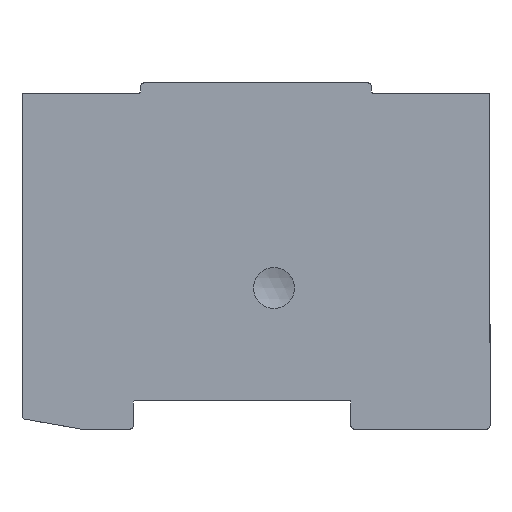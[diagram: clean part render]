
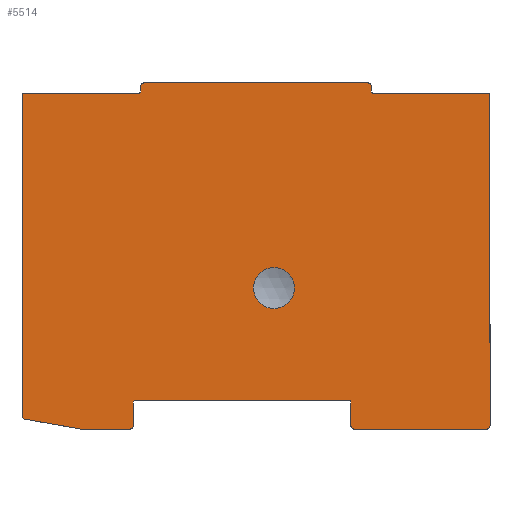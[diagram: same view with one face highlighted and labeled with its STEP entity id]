
A CAD part, left-side view. The second image highlights one B-rep face of the part: STEP entity #5514.
In plain terms, the highlighted planar face has unit normal (-1, 0, 0).
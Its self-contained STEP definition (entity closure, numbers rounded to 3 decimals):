
#195=CIRCLE('',#5798,0.2);
#196=CIRCLE('',#5801,0.75);
#197=CIRCLE('',#5804,0.75);
#198=CIRCLE('',#5807,0.2);
#208=CIRCLE('',#5821,0.75);
#210=CIRCLE('',#5825,0.75);
#212=CIRCLE('',#5828,0.75);
#214=CIRCLE('',#5832,0.75);
#216=CIRCLE('',#5835,0.2);
#218=CIRCLE('',#5838,0.2);
#220=CIRCLE('',#5843,0.2);
#222=CIRCLE('',#5846,0.2);
#299=CIRCLE('',#5955,4.);
#850=ORIENTED_EDGE('',*,*,#2444,.T.);
#851=ORIENTED_EDGE('',*,*,#2214,.F.);
#852=ORIENTED_EDGE('',*,*,#2258,.F.);
#853=ORIENTED_EDGE('',*,*,#2240,.T.);
#854=ORIENTED_EDGE('',*,*,#2256,.F.);
#855=ORIENTED_EDGE('',*,*,#2236,.T.);
#856=ORIENTED_EDGE('',*,*,#2254,.F.);
#857=ORIENTED_EDGE('',*,*,#2231,.F.);
#858=ORIENTED_EDGE('',*,*,#2228,.F.);
#859=ORIENTED_EDGE('',*,*,#2225,.F.);
#860=ORIENTED_EDGE('',*,*,#2252,.F.);
#861=ORIENTED_EDGE('',*,*,#2249,.F.);
#862=ORIENTED_EDGE('',*,*,#2206,.F.);
#863=ORIENTED_EDGE('',*,*,#2175,.T.);
#864=ORIENTED_EDGE('',*,*,#2172,.F.);
#865=ORIENTED_EDGE('',*,*,#2170,.F.);
#866=ORIENTED_EDGE('',*,*,#2087,.F.);
#867=ORIENTED_EDGE('',*,*,#2167,.F.);
#868=ORIENTED_EDGE('',*,*,#2165,.F.);
#869=ORIENTED_EDGE('',*,*,#2164,.T.);
#870=ORIENTED_EDGE('',*,*,#2161,.F.);
#871=ORIENTED_EDGE('',*,*,#2247,.F.);
#872=ORIENTED_EDGE('',*,*,#2244,.F.);
#873=ORIENTED_EDGE('',*,*,#2221,.F.);
#874=ORIENTED_EDGE('',*,*,#2242,.F.);
#875=ORIENTED_EDGE('',*,*,#2217,.F.);
#2087=EDGE_CURVE('',#2924,#2925,#3487,.T.);
#2161=EDGE_CURVE('',#2995,#2996,#3543,.T.);
#2164=EDGE_CURVE('',#2997,#2996,#195,.T.);
#2165=EDGE_CURVE('',#2997,#2998,#3546,.T.);
#2167=EDGE_CURVE('',#2998,#2924,#196,.T.);
#2170=EDGE_CURVE('',#2925,#3000,#197,.T.);
#2172=EDGE_CURVE('',#3000,#3001,#3551,.T.);
#2175=EDGE_CURVE('',#3002,#3001,#198,.T.);
#2206=EDGE_CURVE('',#3002,#3033,#3576,.T.);
#2214=EDGE_CURVE('',#3039,#3040,#208,.T.);
#2217=EDGE_CURVE('',#3040,#3042,#3585,.T.);
#2221=EDGE_CURVE('',#3045,#3046,#210,.T.);
#2225=EDGE_CURVE('',#3049,#3050,#212,.T.);
#2228=EDGE_CURVE('',#3050,#3052,#3592,.T.);
#2231=EDGE_CURVE('',#3052,#3054,#214,.T.);
#2236=EDGE_CURVE('',#3056,#3058,#216,.T.);
#2240=EDGE_CURVE('',#3060,#3062,#218,.T.);
#2242=EDGE_CURVE('',#3042,#3045,#3600,.T.);
#2244=EDGE_CURVE('',#3046,#3064,#3602,.T.);
#2247=EDGE_CURVE('',#3064,#2995,#220,.T.);
#2249=EDGE_CURVE('',#3033,#3066,#222,.T.);
#2252=EDGE_CURVE('',#3066,#3049,#3606,.T.);
#2254=EDGE_CURVE('',#3054,#3058,#3608,.T.);
#2256=EDGE_CURVE('',#3056,#3062,#3610,.T.);
#2258=EDGE_CURVE('',#3060,#3039,#3612,.T.);
#2444=EDGE_CURVE('',#3225,#3225,#299,.T.);
#2924=VERTEX_POINT('',#7958);
#2925=VERTEX_POINT('',#7960);
#2995=VERTEX_POINT('',#8108);
#2996=VERTEX_POINT('',#8110);
#2997=VERTEX_POINT('',#8114);
#2998=VERTEX_POINT('',#8118);
#3000=VERTEX_POINT('',#8128);
#3001=VERTEX_POINT('',#8132);
#3002=VERTEX_POINT('',#8136);
#3033=VERTEX_POINT('',#8201);
#3039=VERTEX_POINT('',#8216);
#3040=VERTEX_POINT('',#8218);
#3042=VERTEX_POINT('',#8224);
#3045=VERTEX_POINT('',#8231);
#3046=VERTEX_POINT('',#8233);
#3049=VERTEX_POINT('',#8240);
#3050=VERTEX_POINT('',#8242);
#3052=VERTEX_POINT('',#8248);
#3054=VERTEX_POINT('',#8254);
#3056=VERTEX_POINT('',#8259);
#3058=VERTEX_POINT('',#8263);
#3060=VERTEX_POINT('',#8268);
#3062=VERTEX_POINT('',#8272);
#3064=VERTEX_POINT('',#8281);
#3066=VERTEX_POINT('',#8290);
#3225=VERTEX_POINT('',#8801);
#3487=LINE('',#7959,#4048);
#3543=LINE('',#8109,#4104);
#3546=LINE('',#8117,#4107);
#3551=LINE('',#8131,#4112);
#3576=LINE('',#8200,#4137);
#3585=LINE('',#8223,#4146);
#3592=LINE('',#8247,#4153);
#3600=LINE('',#8276,#4161);
#3602=LINE('',#8280,#4163);
#3606=LINE('',#8294,#4167);
#3608=LINE('',#8297,#4169);
#3610=LINE('',#8300,#4171);
#3612=LINE('',#8303,#4173);
#4048=VECTOR('',#6318,1000.);
#4104=VECTOR('',#6420,1000.);
#4107=VECTOR('',#6429,1000.);
#4112=VECTOR('',#6446,1000.);
#4137=VECTOR('',#6495,1000.);
#4146=VECTOR('',#6514,1000.);
#4153=VECTOR('',#6535,1000.);
#4161=VECTOR('',#6563,1000.);
#4163=VECTOR('',#6567,1000.);
#4167=VECTOR('',#6585,1000.);
#4169=VECTOR('',#6589,1000.);
#4171=VECTOR('',#6593,1000.);
#4173=VECTOR('',#6597,1000.);
#4683=EDGE_LOOP('',(#850));
#4684=EDGE_LOOP('',(#851,#852,#853,#854,#855,#856,#857,#858,#859,#860,#861,
#862,#863,#864,#865,#866,#867,#868,#869,#870,#871,#872,#873,#874,#875));
#5017=FACE_BOUND('',#4683,.T.);
#5018=FACE_BOUND('',#4684,.T.);
#5305=PLANE('',#5954);
#5514=ADVANCED_FACE('',(#5017,#5018),#5305,.F.);
#5798=AXIS2_PLACEMENT_3D('',#8115,#6425,#6426);
#5801=AXIS2_PLACEMENT_3D('',#8121,#6433,#6434);
#5804=AXIS2_PLACEMENT_3D('',#8127,#6441,#6442);
#5807=AXIS2_PLACEMENT_3D('',#8137,#6451,#6452);
#5821=AXIS2_PLACEMENT_3D('',#8217,#6508,#6509);
#5825=AXIS2_PLACEMENT_3D('',#8232,#6521,#6522);
#5828=AXIS2_PLACEMENT_3D('',#8241,#6529,#6530);
#5832=AXIS2_PLACEMENT_3D('',#8253,#6541,#6542);
#5835=AXIS2_PLACEMENT_3D('',#8264,#6550,#6551);
#5838=AXIS2_PLACEMENT_3D('',#8273,#6558,#6559);
#5843=AXIS2_PLACEMENT_3D('',#8285,#6573,#6574);
#5846=AXIS2_PLACEMENT_3D('',#8289,#6579,#6580);
#5954=AXIS2_PLACEMENT_3D('',#8799,#6870,#6871);
#5955=AXIS2_PLACEMENT_3D('',#8800,#6872,#6873);
#6318=DIRECTION('',(0.,-1.,0.));
#6420=DIRECTION('',(0.,-1.,0.));
#6425=DIRECTION('',(1.,0.,0.));
#6426=DIRECTION('',(0.,0.,1.));
#6429=DIRECTION('',(0.,0.,1.));
#6433=DIRECTION('',(1.,0.,0.));
#6434=DIRECTION('',(0.,0.,1.));
#6441=DIRECTION('',(1.,0.,0.));
#6442=DIRECTION('',(0.,0.,1.));
#6446=DIRECTION('',(0.,0.,-1.));
#6451=DIRECTION('',(1.,0.,0.));
#6452=DIRECTION('',(0.,0.,1.));
#6495=DIRECTION('',(0.,-1.,0.));
#6508=DIRECTION('',(1.,0.,0.));
#6509=DIRECTION('',(0.,0.,1.));
#6514=DIRECTION('',(0.,1.,0.));
#6521=DIRECTION('',(1.,0.,0.));
#6522=DIRECTION('',(0.,0.,1.));
#6529=DIRECTION('',(1.,0.,0.));
#6530=DIRECTION('',(0.,0.,1.));
#6535=DIRECTION('',(0.,1.,0.));
#6541=DIRECTION('',(1.,0.,0.));
#6542=DIRECTION('',(0.,0.,1.));
#6550=DIRECTION('',(1.,0.,0.));
#6551=DIRECTION('',(0.,0.,1.));
#6558=DIRECTION('',(1.,0.,0.));
#6559=DIRECTION('',(0.,0.,1.));
#6563=DIRECTION('',(0.,0.985,0.174));
#6567=DIRECTION('',(0.,0.,1.));
#6573=DIRECTION('',(1.,0.,0.));
#6574=DIRECTION('',(0.,0.,1.));
#6579=DIRECTION('',(1.,0.,0.));
#6580=DIRECTION('',(0.,0.,1.));
#6585=DIRECTION('',(0.,0.,-1.));
#6589=DIRECTION('',(0.,0.,1.));
#6593=DIRECTION('',(0.,1.,0.));
#6597=DIRECTION('',(0.,0.,-1.));
#6870=DIRECTION('',(1.,0.,0.));
#6871=DIRECTION('',(0.,0.,-1.));
#6872=DIRECTION('',(1.,0.,0.));
#6873=DIRECTION('',(0.,0.,-1.));
#7958=CARTESIAN_POINT('',(0.,67.35,67.5));
#7959=CARTESIAN_POINT('',(0.,67.35,67.5));
#7960=CARTESIAN_POINT('',(0.,23.85,67.5));
#8108=CARTESIAN_POINT('',(0.,91.,65.5));
#8109=CARTESIAN_POINT('',(0.,91.,65.5));
#8110=CARTESIAN_POINT('',(0.,68.3,65.5));
#8114=CARTESIAN_POINT('',(0.,68.1,65.7));
#8115=CARTESIAN_POINT('',(0.,68.3,65.7));
#8117=CARTESIAN_POINT('',(0.,68.1,65.7));
#8118=CARTESIAN_POINT('',(0.,68.1,66.75));
#8121=CARTESIAN_POINT('',(0.,67.35,66.75));
#8127=CARTESIAN_POINT('',(0.,23.85,66.75));
#8128=CARTESIAN_POINT('',(0.,23.1,66.75));
#8131=CARTESIAN_POINT('',(0.,23.1,66.75));
#8132=CARTESIAN_POINT('',(0.,23.1,65.7));
#8136=CARTESIAN_POINT('',(0.,22.9,65.5));
#8137=CARTESIAN_POINT('',(0.,22.9,65.7));
#8200=CARTESIAN_POINT('',(0.,22.9,65.5));
#8201=CARTESIAN_POINT('',(0.,0.2,65.5));
#8216=CARTESIAN_POINT('',(0.,69.5,0.75));
#8217=CARTESIAN_POINT('',(0.,70.25,0.75));
#8218=CARTESIAN_POINT('',(0.,70.25,0.));
#8223=CARTESIAN_POINT('',(0.,70.25,0.));
#8224=CARTESIAN_POINT('',(0.,79.602,0.));
#8231=CARTESIAN_POINT('',(0.,90.58,1.936));
#8232=CARTESIAN_POINT('',(0.,90.45,2.674));
#8233=CARTESIAN_POINT('',(0.,91.2,2.674));
#8240=CARTESIAN_POINT('',(0.,0.,0.75));
#8241=CARTESIAN_POINT('',(0.,0.75,0.75));
#8242=CARTESIAN_POINT('',(0.,0.75,0.));
#8247=CARTESIAN_POINT('',(0.,0.75,0.));
#8248=CARTESIAN_POINT('',(0.,26.35,0.));
#8253=CARTESIAN_POINT('',(0.,26.35,0.75));
#8254=CARTESIAN_POINT('',(0.,27.1,0.75));
#8259=CARTESIAN_POINT('',(0.,27.3,5.5));
#8263=CARTESIAN_POINT('',(0.,27.1,5.3));
#8264=CARTESIAN_POINT('',(0.,27.3,5.3));
#8268=CARTESIAN_POINT('',(0.,69.5,5.3));
#8272=CARTESIAN_POINT('',(0.,69.3,5.5));
#8273=CARTESIAN_POINT('',(0.,69.3,5.3));
#8276=CARTESIAN_POINT('',(0.,79.602,0.));
#8280=CARTESIAN_POINT('',(0.,91.2,2.674));
#8281=CARTESIAN_POINT('',(0.,91.2,65.3));
#8285=CARTESIAN_POINT('',(0.,91.,65.3));
#8289=CARTESIAN_POINT('',(0.,0.2,65.3));
#8290=CARTESIAN_POINT('',(0.,0.,65.3));
#8294=CARTESIAN_POINT('',(0.,0.,65.3));
#8297=CARTESIAN_POINT('',(0.,27.1,0.75));
#8300=CARTESIAN_POINT('',(0.,27.3,5.5));
#8303=CARTESIAN_POINT('',(0.,69.5,5.3));
#8799=CARTESIAN_POINT('',(0.,70.25,0.75));
#8800=CARTESIAN_POINT('',(0.,42.1,27.5));
#8801=CARTESIAN_POINT('',(0.,42.1,23.5));
